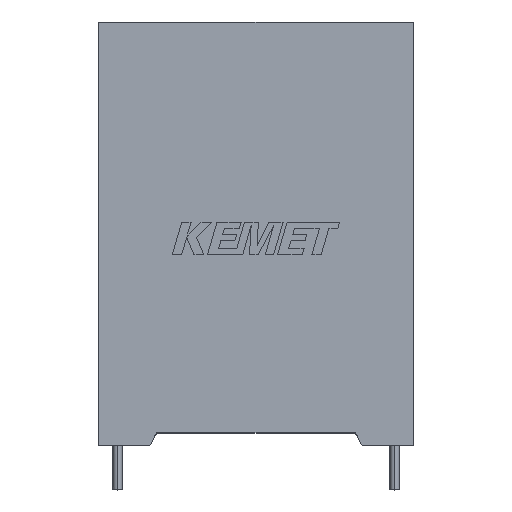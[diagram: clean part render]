
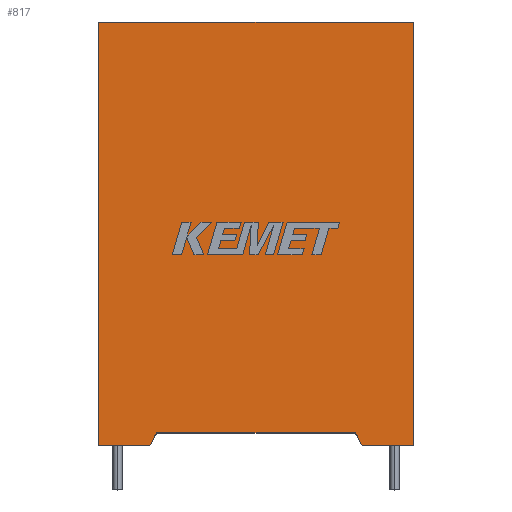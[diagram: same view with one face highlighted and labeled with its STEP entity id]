
A CAD part, top view. The second image highlights one B-rep face of the part: STEP entity #817.
In plain terms, the highlighted planar face has unit normal (0, 0, 1).
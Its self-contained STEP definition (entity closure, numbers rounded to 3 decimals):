
#50 = VECTOR ( 'NONE', #2793, 1000. ) ;
#173 = DIRECTION ( 'NONE',  ( 0., 0., -1. ) ) ;
#234 = DIRECTION ( 'NONE',  ( 0., -1., 0. ) ) ;
#352 = EDGE_CURVE ( 'NONE', #2424, #2544, #3383, .T. ) ;
#376 = CARTESIAN_POINT ( 'NONE',  ( 42.6, 57.3, 38.5 ) ) ;
#485 = DIRECTION ( 'NONE',  ( 1., 0., 0. ) ) ;
#580 = VECTOR ( 'NONE', #3202, 1000. ) ;
#589 = DIRECTION ( 'NONE',  ( -1., 0., 0. ) ) ;
#661 = CARTESIAN_POINT ( 'NONE',  ( 0., 57.3, 38.5 ) ) ;
#664 = VECTOR ( 'NONE', #485, 1000. ) ;
#730 = CARTESIAN_POINT ( 'NONE',  ( 7.85, 1.685, 38.5 ) ) ;
#734 = EDGE_CURVE ( 'NONE', #1983, #1657, #1681, .T. ) ;
#749 = ORIENTED_EDGE ( 'NONE', *, *, #1886, .T. ) ;
#767 = LINE ( 'NONE', #1247, #1089 ) ;
#817 = ADVANCED_FACE ( 'NONE', ( #3148 ), #3346, .F. ) ;
#850 = LINE ( 'NONE', #1718, #50 ) ;
#900 = VECTOR ( 'NONE', #2483, 1000. ) ;
#1089 = VECTOR ( 'NONE', #234, 1000. ) ;
#1178 = VECTOR ( 'NONE', #589, 1000. ) ;
#1193 = DIRECTION ( 'NONE',  ( -0.471, -0.882, 0. ) ) ;
#1247 = CARTESIAN_POINT ( 'NONE',  ( 0., 0., 38.5 ) ) ;
#1276 = VERTEX_POINT ( 'NONE', #2204 ) ;
#1317 = CARTESIAN_POINT ( 'NONE',  ( 21.3, 1.685, 38.5 ) ) ;
#1339 = CARTESIAN_POINT ( 'NONE',  ( 42.6, 0., 38.5 ) ) ;
#1400 = EDGE_CURVE ( 'NONE', #1276, #1657, #3306, .T. ) ;
#1441 = CARTESIAN_POINT ( 'NONE',  ( 0., 0., 38.5 ) ) ;
#1442 = VERTEX_POINT ( 'NONE', #3088 ) ;
#1494 = CARTESIAN_POINT ( 'NONE',  ( 0., 0., 38.5 ) ) ;
#1568 = VECTOR ( 'NONE', #1193, 1000. ) ;
#1595 = LINE ( 'NONE', #3130, #2165 ) ;
#1597 = ORIENTED_EDGE ( 'NONE', *, *, #734, .F. ) ;
#1602 = EDGE_CURVE ( 'NONE', #1442, #1813, #1595, .T. ) ;
#1657 = VERTEX_POINT ( 'NONE', #1851 ) ;
#1681 = LINE ( 'NONE', #2733, #1568 ) ;
#1718 = CARTESIAN_POINT ( 'NONE',  ( 0., 0., 38.5 ) ) ;
#1724 = ORIENTED_EDGE ( 'NONE', *, *, #2705, .T. ) ;
#1752 = DIRECTION ( 'NONE',  ( -1., 0., 0. ) ) ;
#1813 = VERTEX_POINT ( 'NONE', #2228 ) ;
#1851 = CARTESIAN_POINT ( 'NONE',  ( 6.95, 0., 38.5 ) ) ;
#1886 = EDGE_CURVE ( 'NONE', #2544, #2635, #2830, .T. ) ;
#1892 = EDGE_LOOP ( 'NONE', ( #3159, #2518, #3260, #3075, #749, #1724, #2556, #1597 ) ) ;
#1956 = CARTESIAN_POINT ( 'NONE',  ( 0., 57.3, 38.5 ) ) ;
#1983 = VERTEX_POINT ( 'NONE', #730 ) ;
#2023 = AXIS2_PLACEMENT_3D ( 'NONE', #1494, #173, #1752 ) ;
#2091 = CARTESIAN_POINT ( 'NONE',  ( 42.6, 0., 38.5 ) ) ;
#2165 = VECTOR ( 'NONE', #3138, 1000. ) ;
#2204 = CARTESIAN_POINT ( 'NONE',  ( 0., 0., 38.5 ) ) ;
#2207 = EDGE_CURVE ( 'NONE', #1442, #1983, #2744, .T. ) ;
#2228 = CARTESIAN_POINT ( 'NONE',  ( 35.65, 0., 38.5 ) ) ;
#2424 = VERTEX_POINT ( 'NONE', #1339 ) ;
#2483 = DIRECTION ( 'NONE',  ( -1., 0., 0. ) ) ;
#2518 = ORIENTED_EDGE ( 'NONE', *, *, #1602, .T. ) ;
#2544 = VERTEX_POINT ( 'NONE', #376 ) ;
#2556 = ORIENTED_EDGE ( 'NONE', *, *, #1400, .T. ) ;
#2635 = VERTEX_POINT ( 'NONE', #661 ) ;
#2637 = EDGE_CURVE ( 'NONE', #1813, #2424, #850, .T. ) ;
#2705 = EDGE_CURVE ( 'NONE', #2635, #1276, #767, .T. ) ;
#2733 = CARTESIAN_POINT ( 'NONE',  ( 7.85, 1.685, 38.5 ) ) ;
#2744 = LINE ( 'NONE', #1317, #1178 ) ;
#2793 = DIRECTION ( 'NONE',  ( 1., 0., 0. ) ) ;
#2830 = LINE ( 'NONE', #1956, #900 ) ;
#3075 = ORIENTED_EDGE ( 'NONE', *, *, #352, .T. ) ;
#3088 = CARTESIAN_POINT ( 'NONE',  ( 34.75, 1.685, 38.5 ) ) ;
#3130 = CARTESIAN_POINT ( 'NONE',  ( 34.75, 1.685, 38.5 ) ) ;
#3138 = DIRECTION ( 'NONE',  ( 0.471, -0.882, 0. ) ) ;
#3148 = FACE_OUTER_BOUND ( 'NONE', #1892, .T. ) ;
#3159 = ORIENTED_EDGE ( 'NONE', *, *, #2207, .F. ) ;
#3202 = DIRECTION ( 'NONE',  ( 0., 1., 0. ) ) ;
#3260 = ORIENTED_EDGE ( 'NONE', *, *, #2637, .T. ) ;
#3306 = LINE ( 'NONE', #1441, #664 ) ;
#3346 = PLANE ( 'NONE',  #2023 ) ;
#3383 = LINE ( 'NONE', #2091, #580 ) ;
